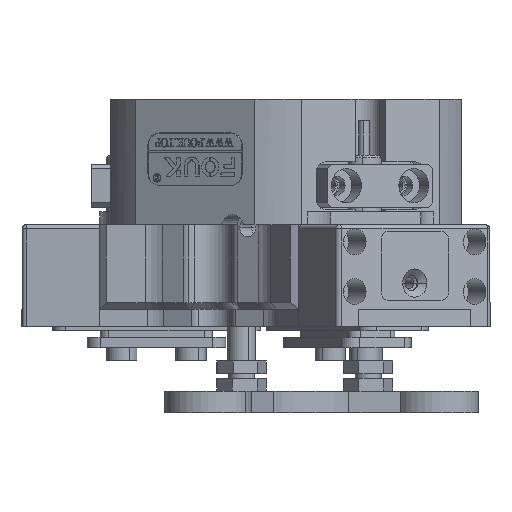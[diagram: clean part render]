
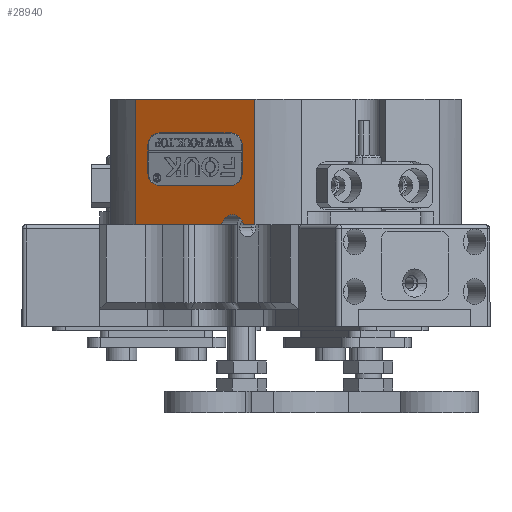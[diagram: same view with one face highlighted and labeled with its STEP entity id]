
A CAD part, front view. The second image highlights one B-rep face of the part: STEP entity #28940.
In plain terms, the highlighted planar face has unit normal (-0.5, -0.866, 0).
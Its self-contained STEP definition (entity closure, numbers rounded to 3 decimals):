
#90 = VERTEX_POINT ( 'NONE', #13168 ) ;
#1562 = VERTEX_POINT ( 'NONE', #59726 ) ;
#2393 = VERTEX_POINT ( 'NONE', #30611 ) ;
#2636 = CARTESIAN_POINT ( 'NONE',  ( -29.487, -38.632, 108.928 ) ) ;
#2724 = ORIENTED_EDGE ( 'NONE', *, *, #3595, .F. ) ;
#2782 = CARTESIAN_POINT ( 'NONE',  ( -46.115, -29.032, 99.728 ) ) ;
#3064 = EDGE_CURVE ( 'NONE', #37869, #90, #54674, .T. ) ;
#3434 = EDGE_CURVE ( 'NONE', #43446, #30396, #39651, .T. ) ;
#3595 = EDGE_CURVE ( 'NONE', #3649, #27178, #57621, .T. ) ;
#3649 = VERTEX_POINT ( 'NONE', #16934 ) ;
#4137 = DIRECTION ( 'NONE',  ( 0., 0., 1. ) ) ;
#4173 = EDGE_CURVE ( 'NONE', #1562, #59131, #40313, .T. ) ;
#4573 = CARTESIAN_POINT ( 'NONE',  ( -26.889, -40.132, 108.928 ) ) ;
#5086 = EDGE_CURVE ( 'NONE', #43446, #61669, #40968, .T. ) ;
#5216 = CIRCLE ( 'NONE', #40890, 3. ) ;
#5965 = EDGE_LOOP ( 'NONE', ( #6948, #22393, #42084, #51130, #47498, #15513 ) ) ;
#6310 = VECTOR ( 'NONE', #52500, 1000. ) ;
#6948 = ORIENTED_EDGE ( 'NONE', *, *, #4173, .F. ) ;
#7133 = ORIENTED_EDGE ( 'NONE', *, *, #35741, .F. ) ;
#7427 = DIRECTION ( 'NONE',  ( -0.5, -0.866, 0. ) ) ;
#9053 = DIRECTION ( 'NONE',  ( 0., 0., 1. ) ) ;
#9869 = ORIENTED_EDGE ( 'NONE', *, *, #3064, .F. ) ;
#9942 = DIRECTION ( 'NONE',  ( -0.866, 0.5, 0. ) ) ;
#10222 = VECTOR ( 'NONE', #16639, 1000. ) ;
#11048 = EDGE_CURVE ( 'NONE', #2393, #54095, #32064, .T. ) ;
#13168 = CARTESIAN_POINT ( 'NONE',  ( -26.889, -40.132, 102.728 ) ) ;
#13971 = EDGE_CURVE ( 'NONE', #18996, #59131, #55834, .T. ) ;
#14737 = CARTESIAN_POINT ( 'NONE',  ( -46.115, -29.032, 111.928 ) ) ;
#14961 = DIRECTION ( 'NONE',  ( -0.5, -0.866, 0. ) ) ;
#15513 = ORIENTED_EDGE ( 'NONE', *, *, #13971, .T. ) ;
#15557 = CARTESIAN_POINT ( 'NONE',  ( -29.487, -38.632, 99.728 ) ) ;
#16639 = DIRECTION ( 'NONE',  ( -0.866, 0.5, 0. ) ) ;
#16899 = CARTESIAN_POINT ( 'NONE',  ( -26.763, -40.205, 90.728 ) ) ;
#16934 = CARTESIAN_POINT ( 'NONE',  ( -48.713, -27.532, 102.728 ) ) ;
#17379 = CARTESIAN_POINT ( 'NONE',  ( -51.63, -25.848, 119.728 ) ) ;
#17488 = FACE_BOUND ( 'NONE', #59278, .T. ) ;
#18346 = EDGE_CURVE ( 'NONE', #54095, #19208, #27305, .T. ) ;
#18501 = VECTOR ( 'NONE', #4137, 1000. ) ;
#18790 = LINE ( 'NONE', #44283, #28595 ) ;
#18996 = VERTEX_POINT ( 'NONE', #17379 ) ;
#19208 = VERTEX_POINT ( 'NONE', #38549 ) ;
#20517 = DIRECTION ( 'NONE',  ( 0.866, -0.5, 0. ) ) ;
#20524 = CARTESIAN_POINT ( 'NONE',  ( -51.63, -25.848, 90.728 ) ) ;
#21454 = CARTESIAN_POINT ( 'NONE',  ( -46.115, -29.032, 108.928 ) ) ;
#22134 = PLANE ( 'NONE',  #46362 ) ;
#22393 = ORIENTED_EDGE ( 'NONE', *, *, #32368, .F. ) ;
#23043 = VECTOR ( 'NONE', #58838, 1000. ) ;
#23169 = CARTESIAN_POINT ( 'NONE',  ( -26.889, -40.132, 108.928 ) ) ;
#24651 = AXIS2_PLACEMENT_3D ( 'NONE', #21454, #35722, #54782 ) ;
#25046 = CARTESIAN_POINT ( 'NONE',  ( -29.141, -38.832, 90.028 ) ) ;
#25204 = CARTESIAN_POINT ( 'NONE',  ( -46.115, -29.032, 102.728 ) ) ;
#25982 = AXIS2_PLACEMENT_3D ( 'NONE', #25204, #48834, #58910 ) ;
#26299 = EDGE_CURVE ( 'NONE', #90, #52288, #39534, .T. ) ;
#27178 = VERTEX_POINT ( 'NONE', #2782 ) ;
#27305 = CIRCLE ( 'NONE', #24651, 3. ) ;
#27966 = AXIS2_PLACEMENT_3D ( 'NONE', #2636, #7427, #60461 ) ;
#28595 = VECTOR ( 'NONE', #34237, 1000. ) ;
#28940 = ADVANCED_FACE ( 'NONE', ( #17488, #54968 ), #22134, .F. ) ;
#28959 = ORIENTED_EDGE ( 'NONE', *, *, #26299, .F. ) ;
#30396 = VERTEX_POINT ( 'NONE', #49380 ) ;
#30611 = CARTESIAN_POINT ( 'NONE',  ( -29.487, -38.632, 111.928 ) ) ;
#32064 = LINE ( 'NONE', #38658, #51517 ) ;
#32368 = EDGE_CURVE ( 'NONE', #61669, #1562, #5216, .T. ) ;
#33261 = CARTESIAN_POINT ( 'NONE',  ( -48.713, -27.532, 108.928 ) ) ;
#34237 = DIRECTION ( 'NONE',  ( -0.866, 0.5, 0. ) ) ;
#35722 = DIRECTION ( 'NONE',  ( -0.5, -0.866, 0. ) ) ;
#35741 = EDGE_CURVE ( 'NONE', #27178, #37869, #53499, .T. ) ;
#36514 = DIRECTION ( 'NONE',  ( 0., 0., -1. ) ) ;
#37782 = CARTESIAN_POINT ( 'NONE',  ( -23.972, -41.816, 71.228 ) ) ;
#37869 = VERTEX_POINT ( 'NONE', #15557 ) ;
#38549 = CARTESIAN_POINT ( 'NONE',  ( -48.713, -27.532, 108.928 ) ) ;
#38658 = CARTESIAN_POINT ( 'NONE',  ( -46.115, -29.032, 111.928 ) ) ;
#39064 = ORIENTED_EDGE ( 'NONE', *, *, #47933, .F. ) ;
#39534 = LINE ( 'NONE', #4573, #18501 ) ;
#39651 = LINE ( 'NONE', #37782, #49342 ) ;
#39894 = DIRECTION ( 'NONE',  ( -0.5, -0.866, 0. ) ) ;
#40313 = LINE ( 'NONE', #16899, #23043 ) ;
#40890 = AXIS2_PLACEMENT_3D ( 'NONE', #25046, #39894, #54526 ) ;
#40968 = LINE ( 'NONE', #60046, #10222 ) ;
#41330 = CARTESIAN_POINT ( 'NONE',  ( -51.63, -25.848, 71.228 ) ) ;
#42084 = ORIENTED_EDGE ( 'NONE', *, *, #5086, .F. ) ;
#43073 = LINE ( 'NONE', #33261, #6310 ) ;
#43446 = VERTEX_POINT ( 'NONE', #56940 ) ;
#44283 = CARTESIAN_POINT ( 'NONE',  ( -37.801, -33.832, 119.728 ) ) ;
#46033 = VECTOR ( 'NONE', #20517, 1000. ) ;
#46216 = CARTESIAN_POINT ( 'NONE',  ( -15.196, -46.883, 140.728 ) ) ;
#46362 = AXIS2_PLACEMENT_3D ( 'NONE', #46216, #60696, #55676 ) ;
#47498 = ORIENTED_EDGE ( 'NONE', *, *, #58407, .T. ) ;
#47933 = EDGE_CURVE ( 'NONE', #19208, #3649, #43073, .T. ) ;
#48834 = DIRECTION ( 'NONE',  ( -0.5, -0.866, 0. ) ) ;
#48844 = ORIENTED_EDGE ( 'NONE', *, *, #57788, .F. ) ;
#48907 = DIRECTION ( 'NONE',  ( 0.866, -0.5, 0. ) ) ;
#49062 = VECTOR ( 'NONE', #36514, 1000. ) ;
#49190 = CARTESIAN_POINT ( 'NONE',  ( -46.115, -29.032, 99.728 ) ) ;
#49342 = VECTOR ( 'NONE', #9053, 1000. ) ;
#49380 = CARTESIAN_POINT ( 'NONE',  ( -23.972, -41.816, 119.728 ) ) ;
#51106 = CIRCLE ( 'NONE', #27966, 3. ) ;
#51130 = ORIENTED_EDGE ( 'NONE', *, *, #3434, .T. ) ;
#51517 = VECTOR ( 'NONE', #9942, 1000. ) ;
#52288 = VERTEX_POINT ( 'NONE', #23169 ) ;
#52500 = DIRECTION ( 'NONE',  ( 0., 0., -1. ) ) ;
#53499 = LINE ( 'NONE', #49190, #46033 ) ;
#54095 = VERTEX_POINT ( 'NONE', #14737 ) ;
#54316 = CARTESIAN_POINT ( 'NONE',  ( -26.614, -40.291, 90.728 ) ) ;
#54526 = DIRECTION ( 'NONE',  ( 0.866, -0.5, 0. ) ) ;
#54674 = CIRCLE ( 'NONE', #59627, 3. ) ;
#54782 = DIRECTION ( 'NONE',  ( 0.866, -0.5, 0. ) ) ;
#54968 = FACE_OUTER_BOUND ( 'NONE', #5965, .T. ) ;
#55676 = DIRECTION ( 'NONE',  ( -0.866, 0.5, 0. ) ) ;
#55834 = LINE ( 'NONE', #41330, #49062 ) ;
#55874 = ORIENTED_EDGE ( 'NONE', *, *, #11048, .F. ) ;
#56940 = CARTESIAN_POINT ( 'NONE',  ( -23.972, -41.816, 90.728 ) ) ;
#57621 = CIRCLE ( 'NONE', #25982, 3. ) ;
#57788 = EDGE_CURVE ( 'NONE', #52288, #2393, #51106, .T. ) ;
#58364 = CARTESIAN_POINT ( 'NONE',  ( -29.487, -38.632, 102.728 ) ) ;
#58407 = EDGE_CURVE ( 'NONE', #30396, #18996, #18790, .T. ) ;
#58723 = ORIENTED_EDGE ( 'NONE', *, *, #18346, .F. ) ;
#58838 = DIRECTION ( 'NONE',  ( -0.866, 0.5, 0. ) ) ;
#58910 = DIRECTION ( 'NONE',  ( 0.866, -0.5, 0. ) ) ;
#59131 = VERTEX_POINT ( 'NONE', #20524 ) ;
#59278 = EDGE_LOOP ( 'NONE', ( #55874, #48844, #28959, #9869, #7133, #2724, #39064, #58723 ) ) ;
#59627 = AXIS2_PLACEMENT_3D ( 'NONE', #58364, #14961, #48907 ) ;
#59726 = CARTESIAN_POINT ( 'NONE',  ( -31.667, -37.373, 90.728 ) ) ;
#60046 = CARTESIAN_POINT ( 'NONE',  ( -26.763, -40.205, 90.728 ) ) ;
#60461 = DIRECTION ( 'NONE',  ( -0.866, 0.5, 0. ) ) ;
#60696 = DIRECTION ( 'NONE',  ( 0.5, 0.866, 0. ) ) ;
#61669 = VERTEX_POINT ( 'NONE', #54316 ) ;
